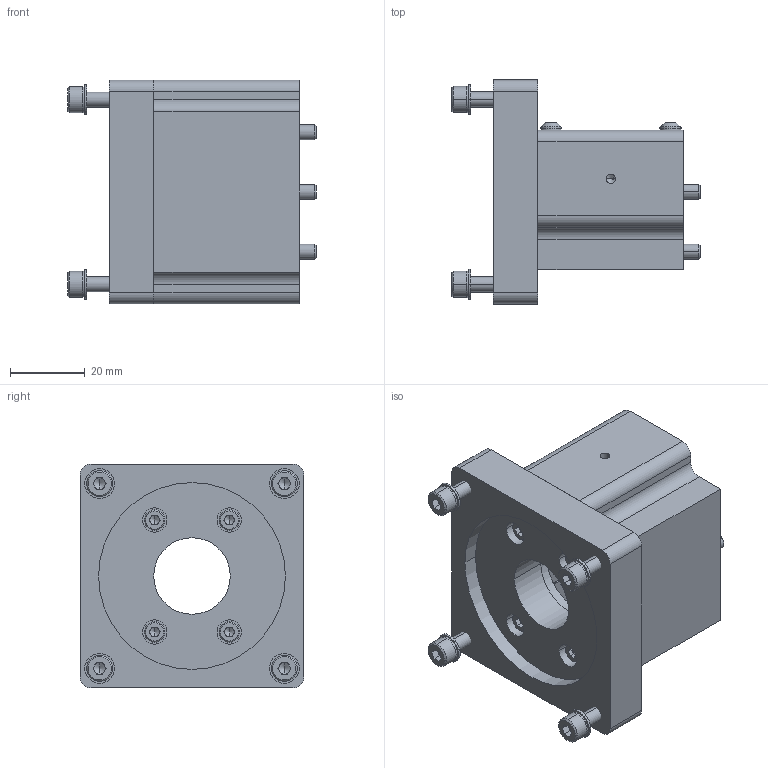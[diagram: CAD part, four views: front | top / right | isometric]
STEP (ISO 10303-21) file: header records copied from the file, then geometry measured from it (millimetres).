
FILE_DESCRIPTION (( 'STEP AP203' ), '1' );
FILE_NAME ('LAHP-202-33MTRBKT.step', '2020-12-09T22:38:58', ( '' ), ( '' ), 'SwSTEP 2.0', 'SolidWorks 2019', '' );
FILE_SCHEMA (( 'CONFIG_CONTROL_DESIGN' ));
Length unit declared in the file: inch
Products named in the file (1): LAHP-202-33MTRBKT
Bounding box: 66.6 x 60 x 60 mm (x, y, z)
Volume: 75287.7 mm3; surface area: 40475.1 mm2
Topology: 37 solids, 37 shells, 725 faces, 1688 edges, 1031 vertices
Faces by surface type: plane 333, cylinder 256, cone 102, bspline 34
Entity records: 22205 total; most frequent: CARTESIAN_POINT 5421, DIRECTION 3658, ORIENTED_EDGE 3276, EDGE_CURVE 1638, AXIS2_PLACEMENT_3D 1396, VERTEX_POINT 1031, VECTOR 866, LINE 866
